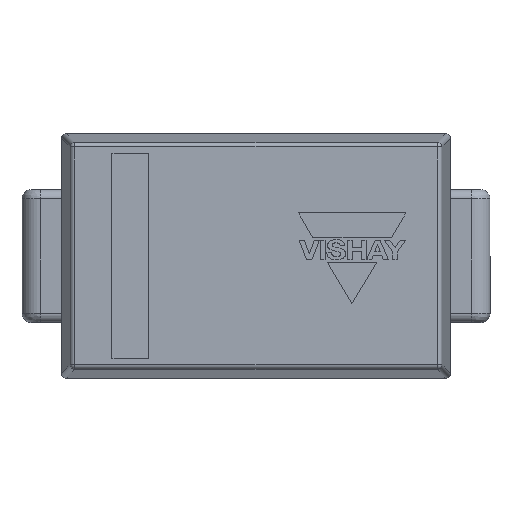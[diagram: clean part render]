
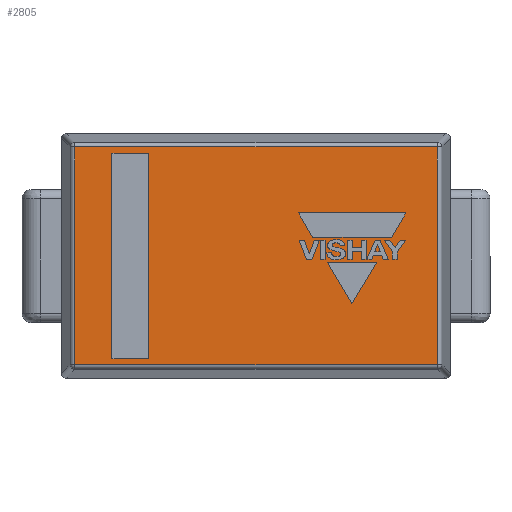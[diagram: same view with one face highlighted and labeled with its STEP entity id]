
A CAD part, top view. The second image highlights one B-rep face of the part: STEP entity #2805.
In plain terms, the highlighted planar face has unit normal (0, 0, 1).
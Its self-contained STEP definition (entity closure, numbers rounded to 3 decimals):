
#137=PLANE('',#3140);
#261=FACE_OUTER_BOUND('',#433,.T.);
#433=EDGE_LOOP('',(#2055,#2056,#2057,#2058));
#610=LINE('',#4267,#908);
#614=LINE('',#4290,#912);
#622=LINE('',#4325,#920);
#626=LINE('',#4331,#924);
#908=VECTOR('',#3421,10.);
#912=VECTOR('',#3447,10.);
#920=VECTOR('',#3463,10.);
#924=VECTOR('',#3471,10.);
#1280=VERTEX_POINT('',#4223);
#1288=VERTEX_POINT('',#4259);
#1293=VERTEX_POINT('',#4275);
#1296=VERTEX_POINT('',#4282);
#1558=EDGE_CURVE('',#1288,#1280,#610,.T.);
#1569=EDGE_CURVE('',#1296,#1288,#614,.T.);
#1579=EDGE_CURVE('',#1293,#1296,#622,.T.);
#1583=EDGE_CURVE('',#1280,#1293,#626,.T.);
#2055=ORIENTED_EDGE('',*,*,#1558,.F.);
#2056=ORIENTED_EDGE('',*,*,#1569,.F.);
#2057=ORIENTED_EDGE('',*,*,#1579,.F.);
#2058=ORIENTED_EDGE('',*,*,#1583,.F.);
#2805=ADVANCED_FACE('',(#261),#137,.T.);
#3140=AXIS2_PLACEMENT_3D('',#4379,#3505,#3506);
#3421=DIRECTION('',(1.,0.,0.));
#3447=DIRECTION('',(0.,1.,0.));
#3463=DIRECTION('',(-1.,0.,0.));
#3471=DIRECTION('',(0.,-1.,0.));
#3505=DIRECTION('center_axis',(0.,0.,1.));
#3506=DIRECTION('ref_axis',(1.,0.,0.));
#4223=CARTESIAN_POINT('',(1.978,1.188,2.087));
#4259=CARTESIAN_POINT('',(-1.978,1.188,2.087));
#4267=CARTESIAN_POINT('',(0.531,1.188,2.087));
#4275=CARTESIAN_POINT('',(1.978,-1.188,2.087));
#4282=CARTESIAN_POINT('',(-1.978,-1.188,2.087));
#4290=CARTESIAN_POINT('',(-1.978,0.333,2.087));
#4325=CARTESIAN_POINT('',(-0.531,-1.188,2.087));
#4331=CARTESIAN_POINT('',(1.978,-0.333,2.087));
#4379=CARTESIAN_POINT('Origin',(0.,0.,
2.087));
